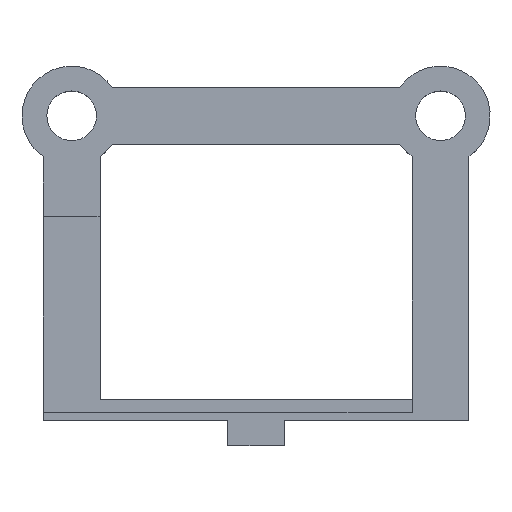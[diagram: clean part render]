
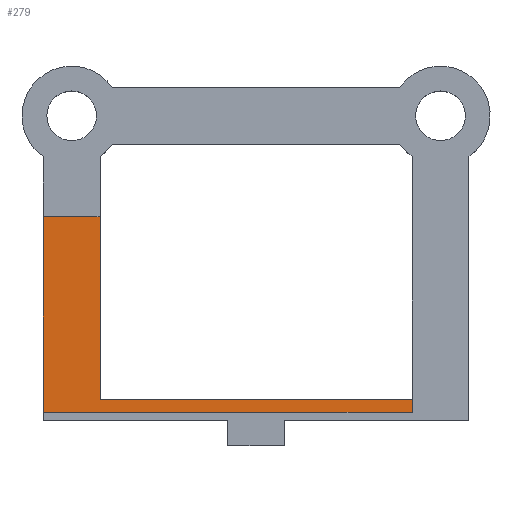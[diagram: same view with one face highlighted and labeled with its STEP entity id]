
A CAD part, top view. The second image highlights one B-rep face of the part: STEP entity #279.
In plain terms, the highlighted planar face has unit normal (0, 0, 1).
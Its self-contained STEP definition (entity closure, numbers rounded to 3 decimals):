
#6 = ORIENTED_EDGE ( 'NONE', *, *, #265, .T. ) ;
#207 = EDGE_LOOP ( 'NONE', ( #368, #376, #379, #382, #364, #6 ) ) ;
#225 = LINE ( 'NONE', #603, #226 ) ;
#226 = VECTOR ( 'NONE', #612, 1000. ) ;
#228 = VECTOR ( 'NONE', #672, 1000. ) ;
#233 = LINE ( 'NONE', #647, #243 ) ;
#235 = VECTOR ( 'NONE', #656, 1000. ) ;
#237 = LINE ( 'NONE', #661, #240 ) ;
#238 = LINE ( 'NONE', #632, #235 ) ;
#240 = VECTOR ( 'NONE', #657, 1000. ) ;
#241 = LINE ( 'NONE', #648, #242 ) ;
#242 = VECTOR ( 'NONE', #631, 1000. ) ;
#243 = VECTOR ( 'NONE', #650, 1000. ) ;
#244 = LINE ( 'NONE', #669, #228 ) ;
#252 = EDGE_CURVE ( 'NONE', #593, #605, #225, .T. ) ;
#264 = EDGE_CURVE ( 'NONE', #605, #583, #238, .T. ) ;
#265 = EDGE_CURVE ( 'NONE', #583, #580, #237, .T. ) ;
#266 = EDGE_CURVE ( 'NONE', #611, #593, #241, .T. ) ;
#267 = EDGE_CURVE ( 'NONE', #619, #611, #233, .T. ) ;
#268 = EDGE_CURVE ( 'NONE', #580, #619, #244, .T. ) ;
#279 = ADVANCED_FACE ( 'NONE', ( #471 ), #633, .F. ) ;
#364 = ORIENTED_EDGE ( 'NONE', *, *, #264, .T. ) ;
#368 = ORIENTED_EDGE ( 'NONE', *, *, #268, .T. ) ;
#376 = ORIENTED_EDGE ( 'NONE', *, *, #267, .T. ) ;
#379 = ORIENTED_EDGE ( 'NONE', *, *, #266, .T. ) ;
#382 = ORIENTED_EDGE ( 'NONE', *, *, #252, .T. ) ;
#471 = FACE_OUTER_BOUND ( 'NONE', #207, .T. ) ;
#580 = VERTEX_POINT ( 'NONE', #744 ) ;
#583 = VERTEX_POINT ( 'NONE', #777 ) ;
#593 = VERTEX_POINT ( 'NONE', #731 ) ;
#603 = CARTESIAN_POINT ( 'NONE',  ( -11., -20., 2. ) ) ;
#605 = VERTEX_POINT ( 'NONE', #726 ) ;
#611 = VERTEX_POINT ( 'NONE', #727 ) ;
#612 = DIRECTION ( 'NONE',  ( -1., 0., 0. ) ) ;
#619 = VERTEX_POINT ( 'NONE', #732 ) ;
#631 = DIRECTION ( 'NONE',  ( 0., 1., 0. ) ) ;
#632 = CARTESIAN_POINT ( 'NONE',  ( -11., -7.1, 2. ) ) ;
#633 = PLANE ( 'NONE',  #851 ) ;
#635 = CARTESIAN_POINT ( 'NONE',  ( -15., -20.9, 2. ) ) ;
#642 = DIRECTION ( 'NONE',  ( 0., 0., -1. ) ) ;
#643 = DIRECTION ( 'NONE',  ( -1., 0., 0. ) ) ;
#647 = CARTESIAN_POINT ( 'NONE',  ( -11., -20.9, 2. ) ) ;
#648 = CARTESIAN_POINT ( 'NONE',  ( 11., -20.9, 2. ) ) ;
#650 = DIRECTION ( 'NONE',  ( 1., 0., 0. ) ) ;
#656 = DIRECTION ( 'NONE',  ( 0., 1., 0. ) ) ;
#657 = DIRECTION ( 'NONE',  ( -1., 0., 0. ) ) ;
#661 = CARTESIAN_POINT ( 'NONE',  ( -11., -7.1, 2. ) ) ;
#669 = CARTESIAN_POINT ( 'NONE',  ( -15., -7.1, 2. ) ) ;
#672 = DIRECTION ( 'NONE',  ( 0., -1., 0. ) ) ;
#726 = CARTESIAN_POINT ( 'NONE',  ( -11., -20., 2. ) ) ;
#727 = CARTESIAN_POINT ( 'NONE',  ( 11., -20.9, 2. ) ) ;
#731 = CARTESIAN_POINT ( 'NONE',  ( 11., -20., 2. ) ) ;
#732 = CARTESIAN_POINT ( 'NONE',  ( -15., -20.9, 2. ) ) ;
#744 = CARTESIAN_POINT ( 'NONE',  ( -15., -7.1, 2. ) ) ;
#777 = CARTESIAN_POINT ( 'NONE',  ( -11., -7.1, 2. ) ) ;
#851 = AXIS2_PLACEMENT_3D ( 'NONE', #635, #642, #643 ) ;
